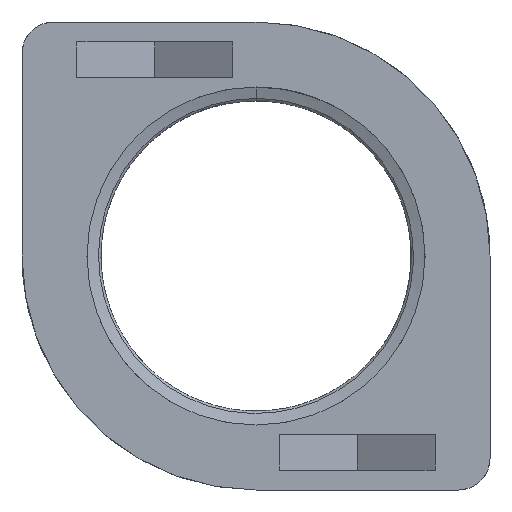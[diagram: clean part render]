
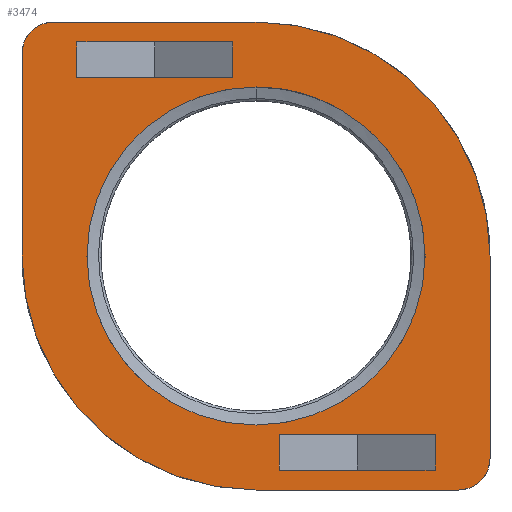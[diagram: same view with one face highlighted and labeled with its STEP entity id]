
A CAD part, front view. The second image highlights one B-rep face of the part: STEP entity #3474.
In plain terms, the highlighted planar face has unit normal (0, -1, 0).
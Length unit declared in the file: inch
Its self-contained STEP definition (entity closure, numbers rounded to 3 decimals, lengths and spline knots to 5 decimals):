
#643=CARTESIAN_POINT('',(0.,-0.47,0.));
#644=DIRECTION('',(0.,-1.,0.));
#645=DIRECTION('',(-1.,0.,0.));
#646=AXIS2_PLACEMENT_3D('',#643,#644,#645);
#648=DIRECTION('',(0.,0.,-1.));
#649=VECTOR('',#648,0.50825);
#650=CARTESIAN_POINT('',(-0.58825,-0.47,0.50825));
#651=LINE('',#650,#649);
#652=CARTESIAN_POINT('',(-0.50825,-0.47,0.50825));
#653=DIRECTION('',(0.,-1.,0.));
#654=DIRECTION('',(0.,0.,1.));
#655=AXIS2_PLACEMENT_3D('',#652,#653,#654);
#657=DIRECTION('',(-1.,0.,0.));
#658=VECTOR('',#657,0.50825);
#659=CARTESIAN_POINT('',(0.,-0.47,0.58825));
#660=LINE('',#659,#658);
#661=CARTESIAN_POINT('',(0.,-0.47,0.));
#662=DIRECTION('',(0.,-1.,0.));
#663=DIRECTION('',(1.,0.,0.));
#664=AXIS2_PLACEMENT_3D('',#661,#662,#663);
#666=DIRECTION('',(0.,0.,1.));
#667=VECTOR('',#666,0.50825);
#668=CARTESIAN_POINT('',(0.58825,-0.47,-0.50825));
#669=LINE('',#668,#667);
#670=CARTESIAN_POINT('',(0.50825,-0.47,-0.50825));
#671=DIRECTION('',(0.,-1.,0.));
#672=DIRECTION('',(0.,0.,-1.));
#673=AXIS2_PLACEMENT_3D('',#670,#671,#672);
#675=DIRECTION('',(1.,0.,0.));
#676=VECTOR('',#675,0.50825);
#677=CARTESIAN_POINT('',(0.,-0.47,-0.58825));
#678=LINE('',#677,#676);
#679=CARTESIAN_POINT('',(0.,-0.47,0.));
#680=DIRECTION('',(0.,1.,0.));
#681=DIRECTION('',(0.,0.,-1.));
#682=AXIS2_PLACEMENT_3D('',#679,#680,#681);
#684=CARTESIAN_POINT('',(0.,-0.47,0.));
#685=DIRECTION('',(0.,1.,0.));
#686=DIRECTION('',(0.,0.,1.));
#687=AXIS2_PLACEMENT_3D('',#684,#685,#686);
#689=DIRECTION('',(1.,0.,0.));
#690=VECTOR('',#689,0.392);
#691=CARTESIAN_POINT('',(-0.45013,-0.47,0.44825));
#692=LINE('',#691,#690);
#693=DIRECTION('',(0.,0.,1.));
#694=VECTOR('',#693,0.09);
#695=CARTESIAN_POINT('',(-0.05813,-0.47,0.44825));
#696=LINE('',#695,#694);
#697=DIRECTION('',(1.,0.,0.));
#698=VECTOR('',#697,0.392);
#699=CARTESIAN_POINT('',(-0.45013,-0.47,0.53825));
#700=LINE('',#699,#698);
#701=DIRECTION('',(0.,0.,1.));
#702=VECTOR('',#701,0.09);
#703=CARTESIAN_POINT('',(-0.45013,-0.47,0.44825));
#704=LINE('',#703,#702);
#705=DIRECTION('',(-1.,0.,0.));
#706=VECTOR('',#705,0.392);
#707=CARTESIAN_POINT('',(0.45013,-0.47,-0.53825));
#708=LINE('',#707,#706);
#709=DIRECTION('',(0.,0.,-1.));
#710=VECTOR('',#709,0.09);
#711=CARTESIAN_POINT('',(0.45013,-0.47,-0.44825));
#712=LINE('',#711,#710);
#713=DIRECTION('',(-1.,0.,0.));
#714=VECTOR('',#713,0.392);
#715=CARTESIAN_POINT('',(0.45013,-0.47,-0.44825));
#716=LINE('',#715,#714);
#717=DIRECTION('',(0.,0.,-1.));
#718=VECTOR('',#717,0.09);
#719=CARTESIAN_POINT('',(0.05813,-0.47,-0.44825));
#720=LINE('',#719,#718);
#2249=CARTESIAN_POINT('',(-0.58825,-0.47,0.));
#2250=CARTESIAN_POINT('',(0.,-0.47,-0.58825));
#2251=VERTEX_POINT('',#2249);
#2252=VERTEX_POINT('',#2250);
#2253=CARTESIAN_POINT('',(0.50825,-0.47,-0.58825));
#2254=VERTEX_POINT('',#2253);
#2255=CARTESIAN_POINT('',(0.58825,-0.47,-0.50825));
#2256=VERTEX_POINT('',#2255);
#2257=CARTESIAN_POINT('',(0.58825,-0.47,0.));
#2258=VERTEX_POINT('',#2257);
#2259=CARTESIAN_POINT('',(0.,-0.47,0.58825));
#2260=VERTEX_POINT('',#2259);
#2261=CARTESIAN_POINT('',(-0.50825,-0.47,0.58825));
#2262=VERTEX_POINT('',#2261);
#2263=CARTESIAN_POINT('',(-0.58825,-0.47,0.50825));
#2264=VERTEX_POINT('',#2263);
#2354=CARTESIAN_POINT('',(-0.45013,-0.47,0.44825));
#2355=CARTESIAN_POINT('',(-0.05813,-0.47,0.44825));
#2356=VERTEX_POINT('',#2354);
#2357=VERTEX_POINT('',#2355);
#2358=CARTESIAN_POINT('',(-0.45013,-0.47,0.53825));
#2359=VERTEX_POINT('',#2358);
#2360=CARTESIAN_POINT('',(-0.05813,-0.47,0.53825));
#2361=VERTEX_POINT('',#2360);
#2382=CARTESIAN_POINT('',(0.45013,-0.47,-0.53825));
#2383=CARTESIAN_POINT('',(0.05813,-0.47,-0.53825));
#2384=VERTEX_POINT('',#2382);
#2385=VERTEX_POINT('',#2383);
#2386=CARTESIAN_POINT('',(0.45013,-0.47,-0.44825));
#2387=CARTESIAN_POINT('',(0.05813,-0.47,-0.44825));
#2388=VERTEX_POINT('',#2386);
#2389=VERTEX_POINT('',#2387);
#2416=CARTESIAN_POINT('',(0.,-0.47,-0.425));
#2417=CARTESIAN_POINT('',(0.,-0.47,0.425));
#2418=VERTEX_POINT('',#2416);
#2419=VERTEX_POINT('',#2417);
#3428=CARTESIAN_POINT('',(0.,-0.47,0.));
#3429=DIRECTION('',(0.,-1.,0.));
#3430=DIRECTION('',(0.,0.,1.));
#3431=AXIS2_PLACEMENT_3D('',#3428,#3429,#3430);
#3432=PLANE('',#3431);
#3433=ORIENTED_EDGE('',*,*,#3421,.F.);
#3435=ORIENTED_EDGE('',*,*,#3434,.F.);
#3437=ORIENTED_EDGE('',*,*,#3436,.F.);
#3439=ORIENTED_EDGE('',*,*,#3438,.F.);
#3440=ORIENTED_EDGE('',*,*,#3395,.F.);
#3441=ORIENTED_EDGE('',*,*,#3261,.F.);
#3443=ORIENTED_EDGE('',*,*,#3442,.F.);
#3445=ORIENTED_EDGE('',*,*,#3444,.F.);
#3446=EDGE_LOOP('',(#3433,#3435,#3437,#3439,#3440,#3441,#3443,#3445));
#3447=FACE_OUTER_BOUND('',#3446,.F.);
#3449=ORIENTED_EDGE('',*,*,#3448,.F.);
#3451=ORIENTED_EDGE('',*,*,#3450,.F.);
#3452=EDGE_LOOP('',(#3449,#3451));
#3453=FACE_BOUND('',#3452,.F.);
#3455=ORIENTED_EDGE('',*,*,#3454,.T.);
#3457=ORIENTED_EDGE('',*,*,#3456,.T.);
#3459=ORIENTED_EDGE('',*,*,#3458,.F.);
#3461=ORIENTED_EDGE('',*,*,#3460,.F.);
#3462=EDGE_LOOP('',(#3455,#3457,#3459,#3461));
#3463=FACE_BOUND('',#3462,.F.);
#3465=ORIENTED_EDGE('',*,*,#3464,.F.);
#3467=ORIENTED_EDGE('',*,*,#3466,.F.);
#3469=ORIENTED_EDGE('',*,*,#3468,.T.);
#3471=ORIENTED_EDGE('',*,*,#3470,.T.);
#3472=EDGE_LOOP('',(#3465,#3467,#3469,#3471));
#3473=FACE_BOUND('',#3472,.F.);
#3474=ADVANCED_FACE('',(#3447,#3453,#3463,#3473),#3432,.T.);
#647=CIRCLE('',#646,0.58825);
#656=CIRCLE('',#655,0.08);
#665=CIRCLE('',#664,0.58825);
#674=CIRCLE('',#673,0.08);
#683=CIRCLE('',#682,0.425);
#688=CIRCLE('',#687,0.425);
#3261=EDGE_CURVE('',#2256,#2258,#669,.T.);
#3395=EDGE_CURVE('',#2258,#2260,#665,.T.);
#3421=EDGE_CURVE('',#2251,#2252,#647,.T.);
#3434=EDGE_CURVE('',#2264,#2251,#651,.T.);
#3436=EDGE_CURVE('',#2262,#2264,#656,.T.);
#3438=EDGE_CURVE('',#2260,#2262,#660,.T.);
#3442=EDGE_CURVE('',#2254,#2256,#674,.T.);
#3444=EDGE_CURVE('',#2252,#2254,#678,.T.);
#3448=EDGE_CURVE('',#2418,#2419,#683,.T.);
#3450=EDGE_CURVE('',#2419,#2418,#688,.T.);
#3454=EDGE_CURVE('',#2356,#2357,#692,.T.);
#3456=EDGE_CURVE('',#2357,#2361,#696,.T.);
#3458=EDGE_CURVE('',#2359,#2361,#700,.T.);
#3460=EDGE_CURVE('',#2356,#2359,#704,.T.);
#3464=EDGE_CURVE('',#2384,#2385,#708,.T.);
#3466=EDGE_CURVE('',#2388,#2384,#712,.T.);
#3468=EDGE_CURVE('',#2388,#2389,#716,.T.);
#3470=EDGE_CURVE('',#2389,#2385,#720,.T.);
